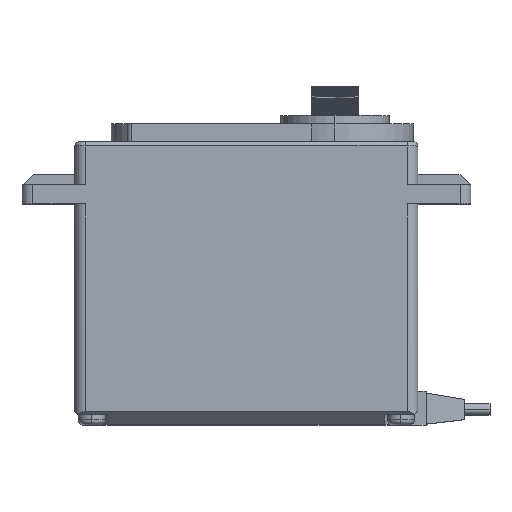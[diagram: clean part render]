
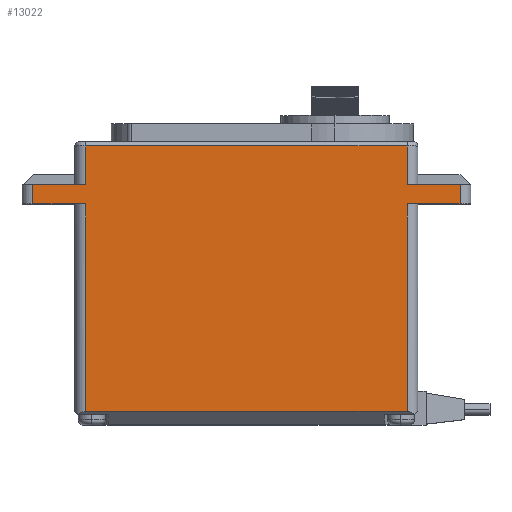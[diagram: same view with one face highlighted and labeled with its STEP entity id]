
A CAD part, top view. The second image highlights one B-rep face of the part: STEP entity #13022.
In plain terms, the highlighted planar face has unit normal (0, 0, 1).
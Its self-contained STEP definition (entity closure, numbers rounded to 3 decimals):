
#445 = CARTESIAN_POINT ( 'NONE',  ( 19.13, 1.6, 10. ) ) ;
#939 = EDGE_CURVE ( 'NONE', #25234, #13222, #13007, .T. ) ;
#984 = DIRECTION ( 'NONE',  ( 0., 1., 0. ) ) ;
#1620 = EDGE_CURVE ( 'NONE', #5985, #6483, #11179, .T. ) ;
#1696 = ORIENTED_EDGE ( 'NONE', *, *, #4274, .T. ) ;
#1794 = VERTEX_POINT ( 'NONE', #3482 ) ;
#2396 = VECTOR ( 'NONE', #14689, 1000. ) ;
#2658 = EDGE_LOOP ( 'NONE', ( #15960, #21246, #11412, #7247, #1696, #25520, #13609, #7596, #16280, #29764, #6135, #27217 ) ) ;
#3482 = CARTESIAN_POINT ( 'NONE',  ( -19.13, 26.3, 10. ) ) ;
#4151 = LINE ( 'NONE', #22955, #22455 ) ;
#4274 = EDGE_CURVE ( 'NONE', #15506, #5985, #19364, .T. ) ;
#4325 = VECTOR ( 'NONE', #18996, 1000. ) ;
#5238 = CARTESIAN_POINT ( 'NONE',  ( -25.43, 26.3, 10. ) ) ;
#5674 = DIRECTION ( 'NONE',  ( -1., 0., 0. ) ) ;
#5681 = CARTESIAN_POINT ( 'NONE',  ( -26.7, 28.6, 10. ) ) ;
#5802 = EDGE_CURVE ( 'NONE', #6483, #22166, #17578, .T. ) ;
#5869 = DIRECTION ( 'NONE',  ( 0., -1., 0. ) ) ;
#5985 = VERTEX_POINT ( 'NONE', #445 ) ;
#6018 = CARTESIAN_POINT ( 'NONE',  ( 19.13, 26.3, 10. ) ) ;
#6135 = ORIENTED_EDGE ( 'NONE', *, *, #939, .T. ) ;
#6483 = VERTEX_POINT ( 'NONE', #6018 ) ;
#6609 = DIRECTION ( 'NONE',  ( 0., -1., 0. ) ) ;
#6625 = LINE ( 'NONE', #11227, #22662 ) ;
#6737 = EDGE_CURVE ( 'NONE', #24837, #27726, #13016, .T. ) ;
#7206 = FACE_OUTER_BOUND ( 'NONE', #2658, .T. ) ;
#7247 = ORIENTED_EDGE ( 'NONE', *, *, #11448, .T. ) ;
#7596 = ORIENTED_EDGE ( 'NONE', *, *, #8123, .T. ) ;
#7653 = CARTESIAN_POINT ( 'NONE',  ( -20.4, 33.7, 10. ) ) ;
#8123 = EDGE_CURVE ( 'NONE', #22166, #29984, #26362, .T. ) ;
#8569 = CARTESIAN_POINT ( 'NONE',  ( -25.43, 28.6, 10. ) ) ;
#8888 = DIRECTION ( 'NONE',  ( 0., 1., 0. ) ) ;
#10507 = CARTESIAN_POINT ( 'NONE',  ( -20.4, 1.6, 10. ) ) ;
#10884 = CARTESIAN_POINT ( 'NONE',  ( 19.13, 33.7, 10. ) ) ;
#11179 = LINE ( 'NONE', #10884, #24341 ) ;
#11215 = VERTEX_POINT ( 'NONE', #5238 ) ;
#11227 = CARTESIAN_POINT ( 'NONE',  ( -26.7, 26.3, 10. ) ) ;
#11412 = ORIENTED_EDGE ( 'NONE', *, *, #18880, .T. ) ;
#11448 = EDGE_CURVE ( 'NONE', #1794, #15506, #4151, .T. ) ;
#12213 = AXIS2_PLACEMENT_3D ( 'NONE', #7653, #27992, #28594 ) ;
#12240 = LINE ( 'NONE', #23402, #2396 ) ;
#13007 = LINE ( 'NONE', #22025, #18913 ) ;
#13016 = LINE ( 'NONE', #5681, #20146 ) ;
#13022 = ADVANCED_FACE ( 'NONE', ( #7206 ), #19266, .F. ) ;
#13222 = VERTEX_POINT ( 'NONE', #18180 ) ;
#13609 = ORIENTED_EDGE ( 'NONE', *, *, #5802, .T. ) ;
#14240 = VECTOR ( 'NONE', #984, 1000. ) ;
#14689 = DIRECTION ( 'NONE',  ( 0., -1., 0. ) ) ;
#14874 = LINE ( 'NONE', #28321, #4325 ) ;
#14947 = LINE ( 'NONE', #28854, #28094 ) ;
#15008 = DIRECTION ( 'NONE',  ( 1., 0., 0. ) ) ;
#15506 = VERTEX_POINT ( 'NONE', #20865 ) ;
#15523 = VECTOR ( 'NONE', #26313, 1000. ) ;
#15737 = CARTESIAN_POINT ( 'NONE',  ( 25.43, 26.3, 10. ) ) ;
#15819 = EDGE_CURVE ( 'NONE', #24837, #11215, #22217, .T. ) ;
#15960 = ORIENTED_EDGE ( 'NONE', *, *, #6737, .F. ) ;
#16163 = EDGE_CURVE ( 'NONE', #19619, #29984, #14874, .T. ) ;
#16280 = ORIENTED_EDGE ( 'NONE', *, *, #16163, .F. ) ;
#16890 = CARTESIAN_POINT ( 'NONE',  ( -19.13, 28.6, 10. ) ) ;
#17578 = LINE ( 'NONE', #22313, #15523 ) ;
#18180 = CARTESIAN_POINT ( 'NONE',  ( -19.13, 33.2, 10. ) ) ;
#18880 = EDGE_CURVE ( 'NONE', #11215, #1794, #6625, .T. ) ;
#18913 = VECTOR ( 'NONE', #5674, 1000. ) ;
#18996 = DIRECTION ( 'NONE',  ( 1., 0., 0. ) ) ;
#19266 = PLANE ( 'NONE',  #12213 ) ;
#19364 = LINE ( 'NONE', #10507, #22072 ) ;
#19619 = VERTEX_POINT ( 'NONE', #19695 ) ;
#19695 = CARTESIAN_POINT ( 'NONE',  ( 19.13, 28.6, 10. ) ) ;
#19812 = DIRECTION ( 'NONE',  ( 1., 0., 0. ) ) ;
#20146 = VECTOR ( 'NONE', #15008, 1000. ) ;
#20865 = CARTESIAN_POINT ( 'NONE',  ( -19.13, 1.6, 10. ) ) ;
#21246 = ORIENTED_EDGE ( 'NONE', *, *, #15819, .T. ) ;
#21756 = CARTESIAN_POINT ( 'NONE',  ( 25.43, 33.7, 10. ) ) ;
#21943 = EDGE_CURVE ( 'NONE', #19619, #25234, #14947, .T. ) ;
#22025 = CARTESIAN_POINT ( 'NONE',  ( -19.13, 33.2, 10. ) ) ;
#22072 = VECTOR ( 'NONE', #19812, 1000. ) ;
#22166 = VERTEX_POINT ( 'NONE', #15737 ) ;
#22217 = LINE ( 'NONE', #29415, #25313 ) ;
#22313 = CARTESIAN_POINT ( 'NONE',  ( -26.7, 26.3, 10. ) ) ;
#22455 = VECTOR ( 'NONE', #6609, 1000. ) ;
#22662 = VECTOR ( 'NONE', #25421, 1000. ) ;
#22955 = CARTESIAN_POINT ( 'NONE',  ( -19.13, 33.7, 10. ) ) ;
#23402 = CARTESIAN_POINT ( 'NONE',  ( -19.13, 33.7, 10. ) ) ;
#24341 = VECTOR ( 'NONE', #8888, 1000. ) ;
#24837 = VERTEX_POINT ( 'NONE', #8569 ) ;
#25148 = CARTESIAN_POINT ( 'NONE',  ( 19.13, 33.2, 10. ) ) ;
#25234 = VERTEX_POINT ( 'NONE', #25148 ) ;
#25313 = VECTOR ( 'NONE', #5869, 1000. ) ;
#25421 = DIRECTION ( 'NONE',  ( 1., 0., 0. ) ) ;
#25520 = ORIENTED_EDGE ( 'NONE', *, *, #1620, .T. ) ;
#25751 = EDGE_CURVE ( 'NONE', #13222, #27726, #12240, .T. ) ;
#26313 = DIRECTION ( 'NONE',  ( 1., 0., 0. ) ) ;
#26362 = LINE ( 'NONE', #21756, #14240 ) ;
#26852 = DIRECTION ( 'NONE',  ( 0., 1., 0. ) ) ;
#27217 = ORIENTED_EDGE ( 'NONE', *, *, #25751, .T. ) ;
#27726 = VERTEX_POINT ( 'NONE', #16890 ) ;
#27992 = DIRECTION ( 'NONE',  ( 0., 0., -1. ) ) ;
#28094 = VECTOR ( 'NONE', #26852, 1000. ) ;
#28321 = CARTESIAN_POINT ( 'NONE',  ( -26.7, 28.6, 10. ) ) ;
#28594 = DIRECTION ( 'NONE',  ( -1., 0., 0. ) ) ;
#28854 = CARTESIAN_POINT ( 'NONE',  ( 19.13, 33.7, 10. ) ) ;
#29276 = CARTESIAN_POINT ( 'NONE',  ( 25.43, 28.6, 10. ) ) ;
#29415 = CARTESIAN_POINT ( 'NONE',  ( -25.43, 33.7, 10. ) ) ;
#29764 = ORIENTED_EDGE ( 'NONE', *, *, #21943, .T. ) ;
#29984 = VERTEX_POINT ( 'NONE', #29276 ) ;
